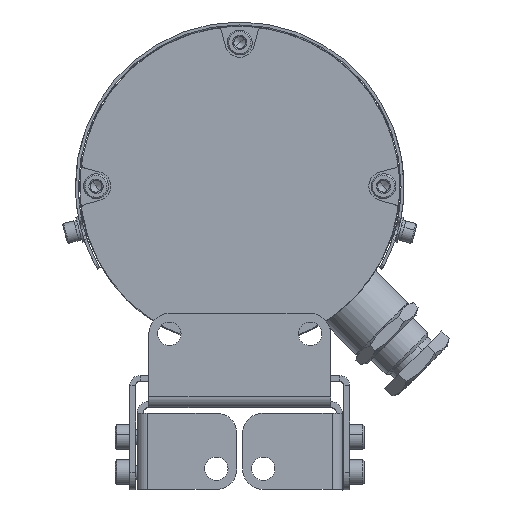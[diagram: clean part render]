
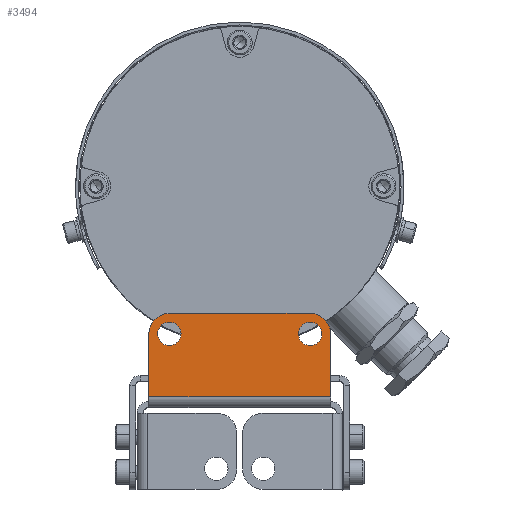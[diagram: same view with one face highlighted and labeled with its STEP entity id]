
A CAD part, top view. The second image highlights one B-rep face of the part: STEP entity #3494.
In plain terms, the highlighted face is planar.
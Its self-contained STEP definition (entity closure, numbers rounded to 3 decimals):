
#100 = ORIENTED_EDGE ( 'NONE', *, *, #25484, .F. ) ;
#123 = DIRECTION ( 'NONE',  ( 0., 0., 1. ) ) ;
#129 = DIRECTION ( 'NONE',  ( 0., 0., 1. ) ) ;
#545 = ORIENTED_EDGE ( 'NONE', *, *, #19445, .T. ) ;
#749 = CARTESIAN_POINT ( 'NONE',  ( 3.5, -31., 1.5 ) ) ;
#1839 = CIRCLE ( 'NONE', #29919, 4. ) ;
#2062 = ORIENTED_EDGE ( 'NONE', *, *, #33817, .T. ) ;
#2539 = CARTESIAN_POINT ( 'NONE',  ( 3.5, 24., 30. ) ) ;
#3494 = ADVANCED_FACE ( 'NONE', ( #18072, #15013, #22591 ), #35053, .F. ) ;
#4780 = AXIS2_PLACEMENT_3D ( 'NONE', #8885, #21957, #6398 ) ;
#4988 = DIRECTION ( 'NONE',  ( -1., 0., 0. ) ) ;
#5385 = DIRECTION ( 'NONE',  ( 0., 0., -1. ) ) ;
#5400 = AXIS2_PLACEMENT_3D ( 'NONE', #12798, #38530, #10142 ) ;
#6017 = CARTESIAN_POINT ( 'NONE',  ( 3.5, -24., 30. ) ) ;
#6398 = DIRECTION ( 'NONE',  ( 0., 0., 1. ) ) ;
#6539 = VERTEX_POINT ( 'NONE', #22087 ) ;
#6651 = VERTEX_POINT ( 'NONE', #2539 ) ;
#6894 = DIRECTION ( 'NONE',  ( -1., 0., 0. ) ) ;
#7811 = VERTEX_POINT ( 'NONE', #13607 ) ;
#8148 = VERTEX_POINT ( 'NONE', #6017 ) ;
#8480 = CARTESIAN_POINT ( 'NONE',  ( 3.5, -31., 0. ) ) ;
#8624 = LINE ( 'NONE', #24164, #28102 ) ;
#8885 = CARTESIAN_POINT ( 'NONE',  ( 3.5, 24., 23. ) ) ;
#9290 = VECTOR ( 'NONE', #35621, 1000. ) ;
#10142 = DIRECTION ( 'NONE',  ( 0., 0., 1. ) ) ;
#10191 = CARTESIAN_POINT ( 'NONE',  ( 3.5, 24., 23. ) ) ;
#10499 = DIRECTION ( 'NONE',  ( -1., 0., 0. ) ) ;
#10947 = EDGE_CURVE ( 'NONE', #8148, #11027, #13471, .T. ) ;
#11027 = VERTEX_POINT ( 'NONE', #29949 ) ;
#11145 = CARTESIAN_POINT ( 'NONE',  ( 3.5, -24., 23. ) ) ;
#11205 = CARTESIAN_POINT ( 'NONE',  ( 3.5, 0., 30. ) ) ;
#12126 = ORIENTED_EDGE ( 'NONE', *, *, #25174, .T. ) ;
#12798 = CARTESIAN_POINT ( 'NONE',  ( 3.5, 0., 0. ) ) ;
#13273 = AXIS2_PLACEMENT_3D ( 'NONE', #25413, #10499, #16368 ) ;
#13471 = CIRCLE ( 'NONE', #37660, 7. ) ;
#13607 = CARTESIAN_POINT ( 'NONE',  ( 3.5, 31., 23. ) ) ;
#15013 = FACE_BOUND ( 'NONE', #22334, .T. ) ;
#15211 = CARTESIAN_POINT ( 'NONE',  ( 3.5, -24., 23. ) ) ;
#15339 = DIRECTION ( 'NONE',  ( 0., 0., 1. ) ) ;
#15471 = ORIENTED_EDGE ( 'NONE', *, *, #26733, .T. ) ;
#16368 = DIRECTION ( 'NONE',  ( 0., 0., 1. ) ) ;
#16423 = ORIENTED_EDGE ( 'NONE', *, *, #39347, .T. ) ;
#17018 = AXIS2_PLACEMENT_3D ( 'NONE', #11145, #4988, #23603 ) ;
#18072 = FACE_BOUND ( 'NONE', #37038, .T. ) ;
#18457 = DIRECTION ( 'NONE',  ( -1., 0., 0. ) ) ;
#18519 = CARTESIAN_POINT ( 'NONE',  ( 3.5, -24., 23. ) ) ;
#19445 = EDGE_CURVE ( 'NONE', #6539, #23096, #1839, .T. ) ;
#19913 = ORIENTED_EDGE ( 'NONE', *, *, #38647, .T. ) ;
#20268 = LINE ( 'NONE', #26392, #9290 ) ;
#21957 = DIRECTION ( 'NONE',  ( 1., 0., 0. ) ) ;
#22087 = CARTESIAN_POINT ( 'NONE',  ( 3.5, -24., 27. ) ) ;
#22334 = EDGE_LOOP ( 'NONE', ( #29681, #2062 ) ) ;
#22591 = FACE_OUTER_BOUND ( 'NONE', #30961, .T. ) ;
#22812 = CARTESIAN_POINT ( 'NONE',  ( 3.5, -24., 19. ) ) ;
#23096 = VERTEX_POINT ( 'NONE', #22812 ) ;
#23580 = EDGE_CURVE ( 'NONE', #6651, #8148, #32656, .T. ) ;
#23603 = DIRECTION ( 'NONE',  ( 0., 0., 1. ) ) ;
#24164 = CARTESIAN_POINT ( 'NONE',  ( 3.5, 31., 0. ) ) ;
#24653 = DIRECTION ( 'NONE',  ( 0., 0., 1. ) ) ;
#25174 = EDGE_CURVE ( 'NONE', #11027, #27701, #36457, .T. ) ;
#25413 = CARTESIAN_POINT ( 'NONE',  ( 3.5, 24., 23. ) ) ;
#25484 = EDGE_CURVE ( 'NONE', #31721, #27701, #20268, .T. ) ;
#25570 = VERTEX_POINT ( 'NONE', #26996 ) ;
#26392 = CARTESIAN_POINT ( 'NONE',  ( 3.5, -31., 1.5 ) ) ;
#26733 = EDGE_CURVE ( 'NONE', #7811, #6651, #30223, .T. ) ;
#26782 = VECTOR ( 'NONE', #29993, 1000. ) ;
#26814 = EDGE_CURVE ( 'NONE', #39346, #25570, #32855, .T. ) ;
#26996 = CARTESIAN_POINT ( 'NONE',  ( 3.5, 24., 19. ) ) ;
#27663 = ORIENTED_EDGE ( 'NONE', *, *, #23580, .T. ) ;
#27701 = VERTEX_POINT ( 'NONE', #749 ) ;
#27922 = ORIENTED_EDGE ( 'NONE', *, *, #10947, .T. ) ;
#28102 = VECTOR ( 'NONE', #15339, 1000. ) ;
#29681 = ORIENTED_EDGE ( 'NONE', *, *, #26814, .T. ) ;
#29919 = AXIS2_PLACEMENT_3D ( 'NONE', #15211, #18457, #24653 ) ;
#29949 = CARTESIAN_POINT ( 'NONE',  ( 3.5, -31., 23. ) ) ;
#29993 = DIRECTION ( 'NONE',  ( 0., -1., 0. ) ) ;
#30109 = VECTOR ( 'NONE', #5385, 1000. ) ;
#30223 = CIRCLE ( 'NONE', #4780, 7. ) ;
#30961 = EDGE_LOOP ( 'NONE', ( #19913, #15471, #27663, #27922, #12126, #100 ) ) ;
#31039 = DIRECTION ( 'NONE',  ( 1., 0., 0. ) ) ;
#31721 = VERTEX_POINT ( 'NONE', #34809 ) ;
#32656 = LINE ( 'NONE', #11205, #26782 ) ;
#32855 = CIRCLE ( 'NONE', #13273, 4. ) ;
#32988 = CARTESIAN_POINT ( 'NONE',  ( 3.5, 24., 27. ) ) ;
#33817 = EDGE_CURVE ( 'NONE', #25570, #39346, #34509, .T. ) ;
#34509 = CIRCLE ( 'NONE', #39744, 4. ) ;
#34695 = CIRCLE ( 'NONE', #17018, 4. ) ;
#34809 = CARTESIAN_POINT ( 'NONE',  ( 3.5, 31., 1.5 ) ) ;
#35053 = PLANE ( 'NONE',  #5400 ) ;
#35621 = DIRECTION ( 'NONE',  ( 0., -1., 0. ) ) ;
#36457 = LINE ( 'NONE', #8480, #30109 ) ;
#37038 = EDGE_LOOP ( 'NONE', ( #545, #16423 ) ) ;
#37660 = AXIS2_PLACEMENT_3D ( 'NONE', #18519, #31039, #123 ) ;
#38530 = DIRECTION ( 'NONE',  ( -1., 0., 0. ) ) ;
#38647 = EDGE_CURVE ( 'NONE', #31721, #7811, #8624, .T. ) ;
#39346 = VERTEX_POINT ( 'NONE', #32988 ) ;
#39347 = EDGE_CURVE ( 'NONE', #23096, #6539, #34695, .T. ) ;
#39744 = AXIS2_PLACEMENT_3D ( 'NONE', #10191, #6894, #129 ) ;
